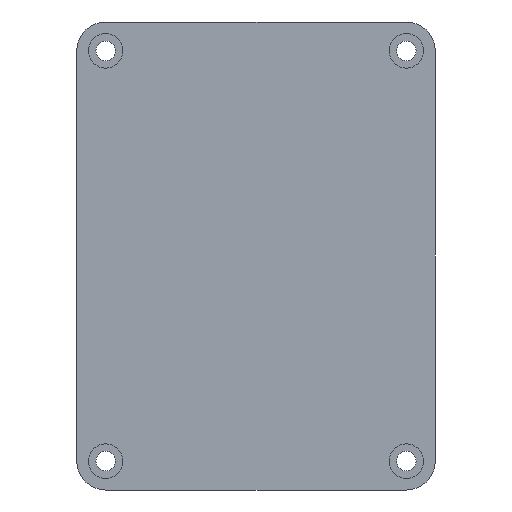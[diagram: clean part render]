
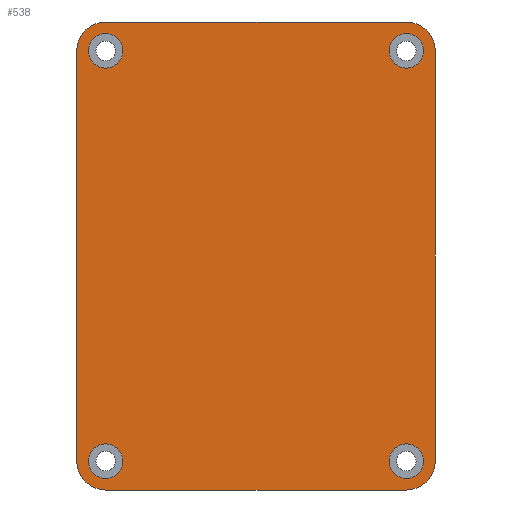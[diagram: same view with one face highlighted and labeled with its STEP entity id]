
A CAD part, front view. The second image highlights one B-rep face of the part: STEP entity #538.
In plain terms, the highlighted planar face has unit normal (0, -1, 0).
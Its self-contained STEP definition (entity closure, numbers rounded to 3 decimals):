
#23=FACE_BOUND('',#105,.T.);
#24=FACE_BOUND('',#106,.T.);
#25=FACE_BOUND('',#107,.T.);
#26=FACE_BOUND('',#108,.T.);
#44=PLANE('',#603);
#70=FACE_OUTER_BOUND('',#104,.T.);
#104=EDGE_LOOP('',(#469,#470,#471,#472,#473,#474,#475,#476));
#105=EDGE_LOOP('',(#477));
#106=EDGE_LOOP('',(#478));
#107=EDGE_LOOP('',(#479));
#108=EDGE_LOOP('',(#480));
#129=LINE('',#803,#177);
#142=LINE('',#844,#190);
#145=LINE('',#853,#193);
#164=LINE('',#909,#212);
#177=VECTOR('',#637,10.);
#190=VECTOR('',#672,10.);
#193=VECTOR('',#681,10.);
#212=VECTOR('',#746,10.);
#218=CIRCLE('',#564,5.);
#226=CIRCLE('',#575,5.);
#227=CIRCLE('',#578,5.);
#228=CIRCLE('',#581,5.);
#230=CIRCLE('',#590,3.);
#232=CIRCLE('',#593,3.);
#234=CIRCLE('',#596,3.);
#236=CIRCLE('',#599,3.);
#243=VERTEX_POINT('',#785);
#244=VERTEX_POINT('',#787);
#250=VERTEX_POINT('',#801);
#266=VERTEX_POINT('',#838);
#267=VERTEX_POINT('',#842);
#268=VERTEX_POINT('',#846);
#269=VERTEX_POINT('',#848);
#270=VERTEX_POINT('',#852);
#278=VERTEX_POINT('',#884);
#280=VERTEX_POINT('',#890);
#282=VERTEX_POINT('',#896);
#284=VERTEX_POINT('',#902);
#291=EDGE_CURVE('',#243,#244,#218,.T.);
#299=EDGE_CURVE('',#250,#243,#129,.T.);
#318=EDGE_CURVE('',#266,#250,#226,.T.);
#320=EDGE_CURVE('',#267,#266,#142,.T.);
#322=EDGE_CURVE('',#268,#269,#227,.T.);
#324=EDGE_CURVE('',#269,#270,#145,.T.);
#326=EDGE_CURVE('',#270,#267,#228,.T.);
#341=EDGE_CURVE('',#278,#278,#230,.T.);
#344=EDGE_CURVE('',#280,#280,#232,.T.);
#347=EDGE_CURVE('',#282,#282,#234,.T.);
#350=EDGE_CURVE('',#284,#284,#236,.T.);
#352=EDGE_CURVE('',#244,#268,#164,.T.);
#469=ORIENTED_EDGE('',*,*,#291,.F.);
#470=ORIENTED_EDGE('',*,*,#299,.F.);
#471=ORIENTED_EDGE('',*,*,#318,.F.);
#472=ORIENTED_EDGE('',*,*,#320,.F.);
#473=ORIENTED_EDGE('',*,*,#326,.F.);
#474=ORIENTED_EDGE('',*,*,#324,.F.);
#475=ORIENTED_EDGE('',*,*,#322,.F.);
#476=ORIENTED_EDGE('',*,*,#352,.F.);
#477=ORIENTED_EDGE('',*,*,#350,.F.);
#478=ORIENTED_EDGE('',*,*,#344,.F.);
#479=ORIENTED_EDGE('',*,*,#341,.F.);
#480=ORIENTED_EDGE('',*,*,#347,.F.);
#538=ADVANCED_FACE('',(#70,#23,#24,#25,#26),#44,.F.);
#564=AXIS2_PLACEMENT_3D('',#788,#626,#627);
#575=AXIS2_PLACEMENT_3D('',#840,#667,#668);
#578=AXIS2_PLACEMENT_3D('',#849,#676,#677);
#581=AXIS2_PLACEMENT_3D('',#856,#685,#686);
#590=AXIS2_PLACEMENT_3D('',#886,#716,#717);
#593=AXIS2_PLACEMENT_3D('',#892,#723,#724);
#596=AXIS2_PLACEMENT_3D('',#898,#730,#731);
#599=AXIS2_PLACEMENT_3D('',#904,#737,#738);
#603=AXIS2_PLACEMENT_3D('',#910,#747,#748);
#626=DIRECTION('center_axis',(0.,1.,0.));
#627=DIRECTION('ref_axis',(-0.707,0.,0.707));
#637=DIRECTION('',(0.,0.,1.));
#667=DIRECTION('center_axis',(0.,1.,0.));
#668=DIRECTION('ref_axis',(-0.707,0.,-0.707));
#672=DIRECTION('',(-1.,0.,0.));
#676=DIRECTION('center_axis',(0.,1.,0.));
#677=DIRECTION('ref_axis',(0.707,0.,0.707));
#681=DIRECTION('',(0.,0.,-1.));
#685=DIRECTION('center_axis',(0.,1.,0.));
#686=DIRECTION('ref_axis',(0.707,0.,-0.707));
#716=DIRECTION('center_axis',(0.,-1.,0.));
#717=DIRECTION('ref_axis',(1.,0.,0.));
#723=DIRECTION('center_axis',(0.,-1.,0.));
#724=DIRECTION('ref_axis',(1.,0.,0.));
#730=DIRECTION('center_axis',(0.,-1.,0.));
#731=DIRECTION('ref_axis',(1.,0.,0.));
#737=DIRECTION('center_axis',(0.,-1.,0.));
#738=DIRECTION('ref_axis',(1.,0.,0.));
#746=DIRECTION('',(1.,0.,0.));
#747=DIRECTION('center_axis',(0.,1.,0.));
#748=DIRECTION('ref_axis',(1.,0.,0.));
#785=CARTESIAN_POINT('',(-10.18,0.,-5.88));
#787=CARTESIAN_POINT('',(-5.18,0.,-0.88));
#788=CARTESIAN_POINT('Origin',(-5.18,0.,-5.88));
#801=CARTESIAN_POINT('',(-10.18,0.,-76.98));
#803=CARTESIAN_POINT('',(-10.18,0.,-81.98));
#838=CARTESIAN_POINT('',(-5.18,0.,-81.98));
#840=CARTESIAN_POINT('Origin',(-5.18,0.,-76.98));
#842=CARTESIAN_POINT('',(46.92,0.,-81.98));
#844=CARTESIAN_POINT('',(51.92,0.,-81.98));
#846=CARTESIAN_POINT('',(46.92,0.,-0.88));
#848=CARTESIAN_POINT('',(51.92,0.,-5.88));
#849=CARTESIAN_POINT('Origin',(46.92,0.,-5.88));
#852=CARTESIAN_POINT('',(51.92,0.,-76.98));
#853=CARTESIAN_POINT('',(51.92,0.,-0.88));
#856=CARTESIAN_POINT('Origin',(46.92,0.,-76.98));
#884=CARTESIAN_POINT('',(43.92,0.,-5.88));
#886=CARTESIAN_POINT('Origin',(46.92,0.,-5.88));
#890=CARTESIAN_POINT('',(-8.18,0.,-5.88));
#892=CARTESIAN_POINT('Origin',(-5.18,0.,-5.88));
#896=CARTESIAN_POINT('',(-8.18,0.,-76.98));
#898=CARTESIAN_POINT('Origin',(-5.18,0.,-76.98));
#902=CARTESIAN_POINT('',(43.92,0.,-76.98));
#904=CARTESIAN_POINT('Origin',(46.92,0.,-76.98));
#909=CARTESIAN_POINT('',(-10.18,0.,-0.88));
#910=CARTESIAN_POINT('Origin',(20.87,0.,-41.43));
